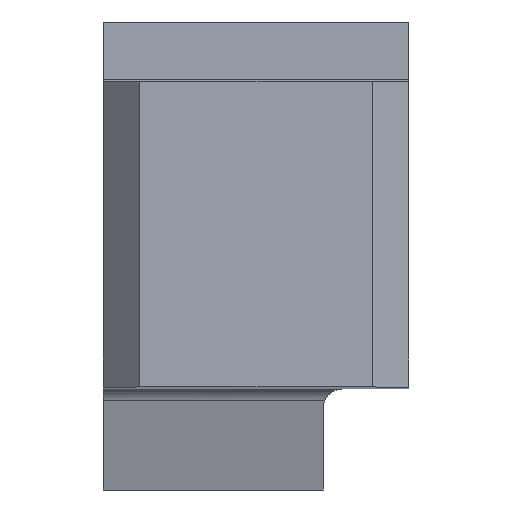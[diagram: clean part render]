
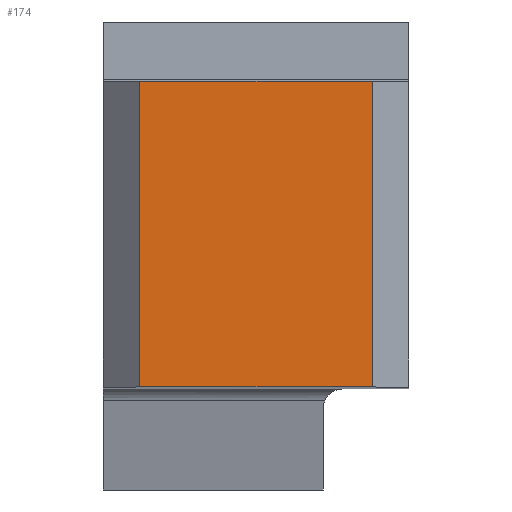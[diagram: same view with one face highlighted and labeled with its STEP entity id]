
A CAD part, top view. The second image highlights one B-rep face of the part: STEP entity #174.
In plain terms, the highlighted planar face has unit normal (0, 0, 1).
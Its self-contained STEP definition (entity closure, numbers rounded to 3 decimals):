
#174=ADVANCED_FACE('CU_BACK_SU1',(#288),#233,.F.);
#233=PLANE('',#1442);
#288=FACE_OUTER_BOUND('',#353,.T.);
#353=EDGE_LOOP('',(#562,#563,#564,#565));
#562=ORIENTED_EDGE('',*,*,#981,.F.);
#563=ORIENTED_EDGE('',*,*,#982,.F.);
#564=ORIENTED_EDGE('',*,*,#983,.T.);
#565=ORIENTED_EDGE('',*,*,#984,.T.);
#840=VERTEX_POINT('',#2130);
#841=VERTEX_POINT('',#2131);
#842=VERTEX_POINT('',#2133);
#843=VERTEX_POINT('',#2135);
#981=EDGE_CURVE('',#840,#841,#1131,.T.);
#982=EDGE_CURVE('',#842,#840,#1132,.T.);
#983=EDGE_CURVE('',#842,#843,#1133,.T.);
#984=EDGE_CURVE('',#843,#841,#1134,.T.);
#1131=LINE('',#2129,#1267);
#1132=LINE('',#2132,#1268);
#1133=LINE('',#2134,#1269);
#1134=LINE('',#2136,#1270);
#1267=VECTOR('',#1694,1.);
#1268=VECTOR('',#1695,1.);
#1269=VECTOR('',#1696,1.);
#1270=VECTOR('',#1697,1.);
#1442=AXIS2_PLACEMENT_3D('',#2137,#1698,#1699);
#1694=DIRECTION('',(0.,1.,0.));
#1695=DIRECTION('',(-1.,0.,0.));
#1696=DIRECTION('',(0.,1.,0.));
#1697=DIRECTION('',(-1.,0.,0.));
#1698=DIRECTION('',(0.,0.,-1.));
#1699=DIRECTION('',(-1.,0.,0.));
#2129=CARTESIAN_POINT('',(-22.,0.,0.));
#2130=CARTESIAN_POINT('',(-22.,-25.,0.));
#2131=CARTESIAN_POINT('',(-22.,0.,0.));
#2132=CARTESIAN_POINT('',(-110.,-25.,0.));
#2133=CARTESIAN_POINT('',(-3.,-25.,0.));
#2134=CARTESIAN_POINT('',(-3.,0.,0.));
#2135=CARTESIAN_POINT('',(-3.,0.,0.));
#2136=CARTESIAN_POINT('',(-110.,0.,0.));
#2137=CARTESIAN_POINT('',(15.44,-37.9,0.));
